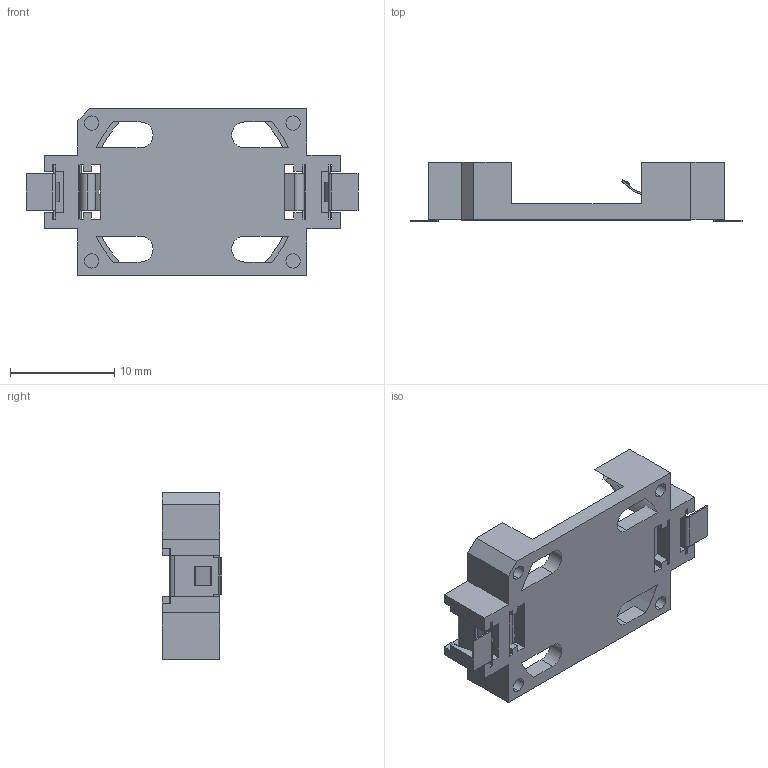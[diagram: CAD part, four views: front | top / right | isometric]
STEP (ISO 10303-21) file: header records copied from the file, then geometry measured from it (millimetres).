
FILE_DESCRIPTION (( 'STEP AP214' ), '1' );
FILE_NAME ('1060TR.STEP', '2023-09-01T15:21:38', ( '' ), ( '' ), 'SwSTEP 2.0', 'SolidWorks 2022', '' );
FILE_SCHEMA (( 'AUTOMOTIVE_DESIGN' ));
Length unit declared in the file: millimetre
Products named in the file (4): 1060TR; 1060TR_2; 1060TR_3
Assembly tree (3 placements, depth 2):
  1060TR
    1060TR_2
    1060TR_3
    1060TR
Bounding box: 31.83 x 5.69 x 16 mm (x, y, z)
Volume: 832.1 mm3; surface area: 1780 mm2
Topology: 3 solids, 3 shells, 321 faces, 887 edges, 580 vertices
Faces by surface type: plane 223, cylinder 58, bspline 36, cone 4
Entity records: 13644 total; most frequent: CARTESIAN_POINT 2698, ORIENTED_EDGE 1774, DIRECTION 1625, EDGE_CURVE 887, LINE 671, VECTOR 671, VERTEX_POINT 580, AXIS2_PLACEMENT_3D 477
